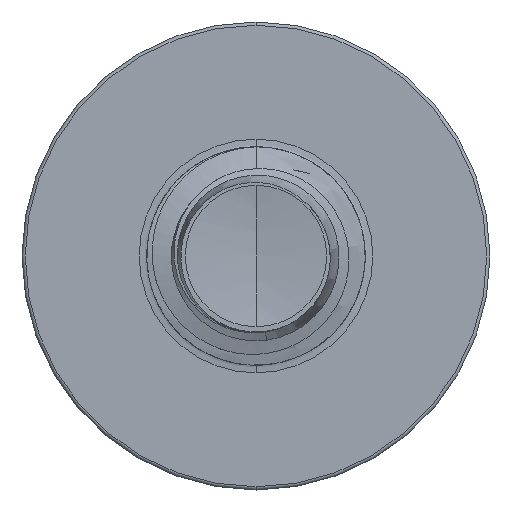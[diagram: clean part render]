
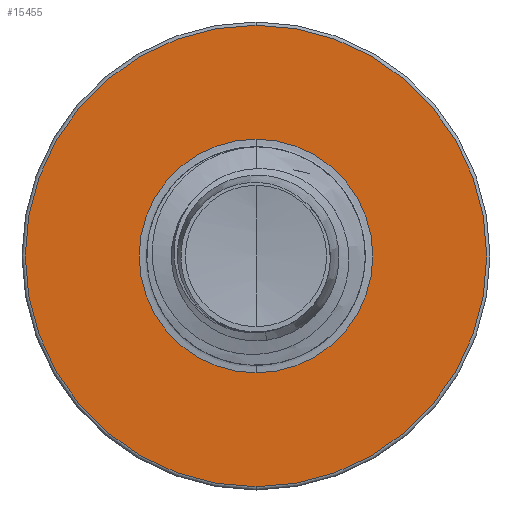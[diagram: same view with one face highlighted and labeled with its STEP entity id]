
A CAD part, front view. The second image highlights one B-rep face of the part: STEP entity #15455.
In plain terms, the highlighted planar face has unit normal (0, -1, 0).
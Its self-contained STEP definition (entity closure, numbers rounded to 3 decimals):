
#1453 = DIRECTION ( 'NONE',  ( 0., 0., 1. ) ) ;
#3074 = CIRCLE ( 'NONE', #25119, 1.872 ) ;
#3181 = EDGE_LOOP ( 'NONE', ( #27618, #29597 ) ) ;
#3372 = VERTEX_POINT ( 'NONE', #31549 ) ;
#3548 = FACE_BOUND ( 'NONE', #3181, .T. ) ;
#3574 = EDGE_CURVE ( 'NONE', #15496, #27478, #8038, .T. ) ;
#4537 = EDGE_LOOP ( 'NONE', ( #26552, #26904 ) ) ;
#5787 = CARTESIAN_POINT ( 'NONE',  ( 0., 12.5, 3.698 ) ) ;
#6172 = AXIS2_PLACEMENT_3D ( 'NONE', #30050, #30017, #30014 ) ;
#7771 = CIRCLE ( 'NONE', #8738, 3.698 ) ;
#7847 = DIRECTION ( 'NONE',  ( 0., 0., 1. ) ) ;
#7880 = DIRECTION ( 'NONE',  ( 0., 1., 0. ) ) ;
#7889 = CARTESIAN_POINT ( 'NONE',  ( 0., 12.5, 0. ) ) ;
#7932 = EDGE_CURVE ( 'NONE', #27478, #15496, #7771, .T. ) ;
#8038 = CIRCLE ( 'NONE', #6172, 3.698 ) ;
#8738 = AXIS2_PLACEMENT_3D ( 'NONE', #7889, #7880, #7847 ) ;
#11893 = EDGE_CURVE ( 'NONE', #15199, #3372, #3074, .T. ) ;
#15199 = VERTEX_POINT ( 'NONE', #28353 ) ;
#15455 = ADVANCED_FACE ( 'NONE', ( #24821, #3548 ), #20510, .F. ) ;
#15496 = VERTEX_POINT ( 'NONE', #20406 ) ;
#18659 = DIRECTION ( 'NONE',  ( 0., 0., 1. ) ) ;
#18686 = DIRECTION ( 'NONE',  ( 0., 1., 0. ) ) ;
#18696 = CARTESIAN_POINT ( 'NONE',  ( 0., 12.5, 0. ) ) ;
#18813 = DIRECTION ( 'NONE',  ( 0., 1., 0. ) ) ;
#19682 = AXIS2_PLACEMENT_3D ( 'NONE', #23646, #20501, #20475 ) ;
#20342 = AXIS2_PLACEMENT_3D ( 'NONE', #31348, #18813, #1453 ) ;
#20406 = CARTESIAN_POINT ( 'NONE',  ( 0., 12.5, -3.697 ) ) ;
#20475 = DIRECTION ( 'NONE',  ( 0., 0., 1. ) ) ;
#20501 = DIRECTION ( 'NONE',  ( 0., 1., 0. ) ) ;
#20510 = PLANE ( 'NONE',  #19682 ) ;
#23095 = CIRCLE ( 'NONE', #20342, 1.872 ) ;
#23646 = CARTESIAN_POINT ( 'NONE',  ( 0., 12.5, -1.872 ) ) ;
#24821 = FACE_OUTER_BOUND ( 'NONE', #4537, .T. ) ;
#25119 = AXIS2_PLACEMENT_3D ( 'NONE', #18696, #18686, #18659 ) ;
#26552 = ORIENTED_EDGE ( 'NONE', *, *, #7932, .F. ) ;
#26904 = ORIENTED_EDGE ( 'NONE', *, *, #3574, .F. ) ;
#27478 = VERTEX_POINT ( 'NONE', #5787 ) ;
#27618 = ORIENTED_EDGE ( 'NONE', *, *, #27813, .T. ) ;
#27813 = EDGE_CURVE ( 'NONE', #3372, #15199, #23095, .T. ) ;
#28353 = CARTESIAN_POINT ( 'NONE',  ( 0., 12.5, -1.872 ) ) ;
#29597 = ORIENTED_EDGE ( 'NONE', *, *, #11893, .T. ) ;
#30014 = DIRECTION ( 'NONE',  ( 0., 0., 1. ) ) ;
#30017 = DIRECTION ( 'NONE',  ( 0., 1., 0. ) ) ;
#30050 = CARTESIAN_POINT ( 'NONE',  ( 0., 12.5, 0. ) ) ;
#31348 = CARTESIAN_POINT ( 'NONE',  ( 0., 12.5, 0. ) ) ;
#31549 = CARTESIAN_POINT ( 'NONE',  ( 0., 12.5, 1.872 ) ) ;
